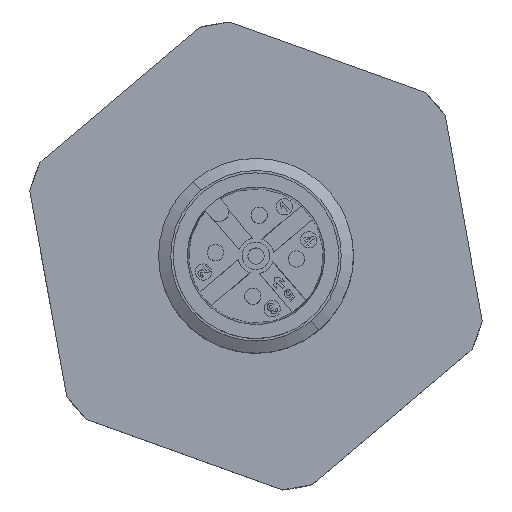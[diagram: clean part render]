
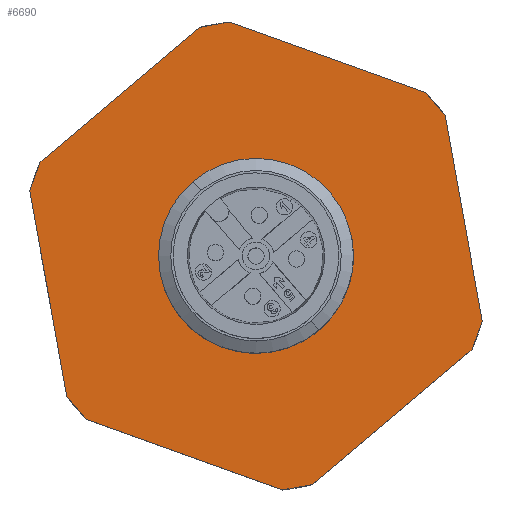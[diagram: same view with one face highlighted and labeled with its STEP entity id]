
A CAD part, top view. The second image highlights one B-rep face of the part: STEP entity #6690.
In plain terms, the highlighted planar face has unit normal (0, 0, 1).
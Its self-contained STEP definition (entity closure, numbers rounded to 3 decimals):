
#6522=AXIS2_PLACEMENT_3D('Circle Axis2P3D',#6520,#6521,$) ;
#6568=AXIS2_PLACEMENT_3D('Plane Axis2P3D',#6565,#6566,#6567) ;
#6517=CARTESIAN_POINT('Vertex',(19.839,15.472,23.6)) ;
#6520=CARTESIAN_POINT('Axis2P3D Location',(13.934,14.406,23.6)) ;
#6524=CARTESIAN_POINT('Vertex',(8.03,13.34,23.6)) ;
#6541=CARTESIAN_POINT('Control Point',(8.03,13.34,23.6)) ;
#6542=CARTESIAN_POINT('Control Point',(8.197,12.412,23.6)) ;
#6543=CARTESIAN_POINT('Control Point',(8.547,11.518,23.6)) ;
#6544=CARTESIAN_POINT('Control Point',(9.07,10.704,23.6)) ;
#6545=CARTESIAN_POINT('Control Point',(10.408,9.325,23.6)) ;
#6546=CARTESIAN_POINT('Control Point',(12.167,8.554,23.6)) ;
#6547=CARTESIAN_POINT('Control Point',(13.113,8.349,23.6)) ;
#6548=CARTESIAN_POINT('Control Point',(15.034,8.319,23.6)) ;
#6549=CARTESIAN_POINT('Control Point',(16.823,9.019,23.6)) ;
#6550=CARTESIAN_POINT('Control Point',(17.637,9.542,23.6)) ;
#6551=CARTESIAN_POINT('Control Point',(19.016,10.879,23.6)) ;
#6552=CARTESIAN_POINT('Control Point',(19.786,12.639,23.6)) ;
#6553=CARTESIAN_POINT('Control Point',(19.992,13.584,23.6)) ;
#6554=CARTESIAN_POINT('Control Point',(20.006,14.545,23.6)) ;
#6555=CARTESIAN_POINT('Control Point',(19.839,15.472,23.6)) ;
#6565=CARTESIAN_POINT('Axis2P3D Location',(16.177,33.346,23.6)) ;
#6571=CARTESIAN_POINT('Control Point',(27.869,10.396,23.6)) ;
#6572=CARTESIAN_POINT('Control Point',(27.765,10.035,23.6)) ;
#6573=CARTESIAN_POINT('Control Point',(27.65,9.678,23.6)) ;
#6574=CARTESIAN_POINT('Control Point',(27.522,9.324,23.6)) ;
#6575=CARTESIAN_POINT('Control Point',(27.384,8.975,23.6)) ;
#6576=CARTESIAN_POINT('Control Point',(27.235,8.631,23.6)) ;
#6577=CARTESIAN_POINT('Vertex',(27.869,10.396,23.6)) ;
#6579=CARTESIAN_POINT('Vertex',(27.235,8.631,23.6)) ;
#6582=CARTESIAN_POINT('Line Origine',(26.728,16.716,23.6)) ;
#6586=CARTESIAN_POINT('Vertex',(25.586,23.037,23.6)) ;
#6590=CARTESIAN_POINT('Control Point',(24.375,24.469,23.6)) ;
#6591=CARTESIAN_POINT('Control Point',(24.635,24.198,23.6)) ;
#6592=CARTESIAN_POINT('Control Point',(24.887,23.92,23.6)) ;
#6593=CARTESIAN_POINT('Control Point',(25.13,23.633,23.6)) ;
#6594=CARTESIAN_POINT('Control Point',(25.363,23.338,23.6)) ;
#6595=CARTESIAN_POINT('Control Point',(25.586,23.037,23.6)) ;
#6596=CARTESIAN_POINT('Vertex',(24.375,24.469,23.6)) ;
#6599=CARTESIAN_POINT('Line Origine',(18.33,26.64,23.6)) ;
#6603=CARTESIAN_POINT('Vertex',(12.286,28.812,23.6)) ;
#6607=CARTESIAN_POINT('Control Point',(10.44,28.479,23.6)) ;
#6608=CARTESIAN_POINT('Control Point',(10.804,28.569,23.6)) ;
#6609=CARTESIAN_POINT('Control Point',(11.171,28.648,23.6)) ;
#6610=CARTESIAN_POINT('Control Point',(11.542,28.715,23.6)) ;
#6611=CARTESIAN_POINT('Control Point',(11.913,28.769,23.6)) ;
#6612=CARTESIAN_POINT('Control Point',(12.286,28.812,23.6)) ;
#6613=CARTESIAN_POINT('Vertex',(10.44,28.479,23.6)) ;
#6616=CARTESIAN_POINT('Line Origine',(5.537,24.33,23.6)) ;
#6620=CARTESIAN_POINT('Vertex',(0.634,20.181,23.6)) ;
#6624=CARTESIAN_POINT('Control Point',(0.,18.416,23.6)) ;
#6625=CARTESIAN_POINT('Control Point',(0.104,18.777,23.6)) ;
#6626=CARTESIAN_POINT('Control Point',(0.219,19.134,23.6)) ;
#6627=CARTESIAN_POINT('Control Point',(0.346,19.488,23.6)) ;
#6628=CARTESIAN_POINT('Control Point',(0.485,19.837,23.6)) ;
#6629=CARTESIAN_POINT('Control Point',(0.634,20.181,23.6)) ;
#6630=CARTESIAN_POINT('Vertex',(0.,18.416,23.6)) ;
#6633=CARTESIAN_POINT('Line Origine',(1.141,12.096,23.6)) ;
#6637=CARTESIAN_POINT('Vertex',(2.283,5.775,23.6)) ;
#6641=CARTESIAN_POINT('Control Point',(3.494,4.343,23.6)) ;
#6642=CARTESIAN_POINT('Control Point',(3.234,4.614,23.6)) ;
#6643=CARTESIAN_POINT('Control Point',(2.982,4.892,23.6)) ;
#6644=CARTESIAN_POINT('Control Point',(2.739,5.179,23.6)) ;
#6645=CARTESIAN_POINT('Control Point',(2.506,5.474,23.6)) ;
#6646=CARTESIAN_POINT('Control Point',(2.283,5.775,23.6)) ;
#6647=CARTESIAN_POINT('Vertex',(3.494,4.343,23.6)) ;
#6650=CARTESIAN_POINT('Line Origine',(9.539,2.172,23.6)) ;
#6654=CARTESIAN_POINT('Vertex',(15.583,0.,23.6)) ;
#6658=CARTESIAN_POINT('Control Point',(17.429,0.333,23.6)) ;
#6659=CARTESIAN_POINT('Control Point',(17.065,0.243,23.6)) ;
#6660=CARTESIAN_POINT('Control Point',(16.698,0.164,23.6)) ;
#6661=CARTESIAN_POINT('Control Point',(16.327,0.097,23.6)) ;
#6662=CARTESIAN_POINT('Control Point',(15.956,0.043,23.6)) ;
#6663=CARTESIAN_POINT('Control Point',(15.583,0.,23.6)) ;
#6664=CARTESIAN_POINT('Vertex',(17.429,0.333,23.6)) ;
#6667=CARTESIAN_POINT('Line Origine',(22.332,4.482,23.6)) ;
#6521=DIRECTION('Axis2P3D Direction',(0.,0.,1.)) ;
#6566=DIRECTION('Axis2P3D Direction',(0.,0.,1.)) ;
#6567=DIRECTION('Axis2P3D XDirection',(0.646,-0.763,0.)) ;
#6583=DIRECTION('Vector Direction',(-0.178,0.984,0.)) ;
#6600=DIRECTION('Vector Direction',(-0.941,0.338,0.)) ;
#6617=DIRECTION('Vector Direction',(-0.763,-0.646,0.)) ;
#6634=DIRECTION('Vector Direction',(0.178,-0.984,0.)) ;
#6651=DIRECTION('Vector Direction',(0.941,-0.338,0.)) ;
#6668=DIRECTION('Vector Direction',(0.763,0.646,0.)) ;
#6584=VECTOR('Line Direction',#6583,1.) ;
#6601=VECTOR('Line Direction',#6600,1.) ;
#6618=VECTOR('Line Direction',#6617,1.) ;
#6635=VECTOR('Line Direction',#6634,1.) ;
#6652=VECTOR('Line Direction',#6651,1.) ;
#6669=VECTOR('Line Direction',#6668,1.) ;
#6673=ORIENTED_EDGE('',*,*,#6581,.F.) ;
#6674=ORIENTED_EDGE('',*,*,#6588,.T.) ;
#6675=ORIENTED_EDGE('',*,*,#6598,.F.) ;
#6676=ORIENTED_EDGE('',*,*,#6605,.T.) ;
#6677=ORIENTED_EDGE('',*,*,#6615,.F.) ;
#6678=ORIENTED_EDGE('',*,*,#6622,.T.) ;
#6679=ORIENTED_EDGE('',*,*,#6632,.F.) ;
#6680=ORIENTED_EDGE('',*,*,#6639,.T.) ;
#6681=ORIENTED_EDGE('',*,*,#6649,.F.) ;
#6682=ORIENTED_EDGE('',*,*,#6656,.T.) ;
#6683=ORIENTED_EDGE('',*,*,#6666,.F.) ;
#6684=ORIENTED_EDGE('',*,*,#6671,.T.) ;
#6687=ORIENTED_EDGE('',*,*,#6556,.F.) ;
#6688=ORIENTED_EDGE('',*,*,#6526,.F.) ;
#6689=FACE_BOUND('',#6686,.T.) ;
#6690=ADVANCED_FACE('Hauptk\X2\00F6\X0\rper',(#6685,#6689),#6569,.T.) ;
#6540=B_SPLINE_CURVE_WITH_KNOTS('',5,(#6541,#6542,#6543,#6544,#6545,#6546,#6547,#6548,#6549,#6550,#6551,#6552,#6553,#6554,#6555),.UNSPECIFIED.,.F.,.U.,(6,3,3,3,6),(-9.425,-4.712,0.,4.712,9.425),.UNSPECIFIED.) ;
#6570=B_SPLINE_CURVE_WITH_KNOTS('',5,(#6571,#6572,#6573,#6574,#6575,#6576),.UNSPECIFIED.,.F.,.U.,(6,6),(0.,2.654),.UNSPECIFIED.) ;
#6589=B_SPLINE_CURVE_WITH_KNOTS('',5,(#6590,#6591,#6592,#6593,#6594,#6595),.UNSPECIFIED.,.F.,.U.,(6,6),(0.,2.654),.UNSPECIFIED.) ;
#6606=B_SPLINE_CURVE_WITH_KNOTS('',5,(#6607,#6608,#6609,#6610,#6611,#6612),.UNSPECIFIED.,.F.,.U.,(6,6),(0.,2.654),.UNSPECIFIED.) ;
#6623=B_SPLINE_CURVE_WITH_KNOTS('',5,(#6624,#6625,#6626,#6627,#6628,#6629),.UNSPECIFIED.,.F.,.U.,(6,6),(0.,2.654),.UNSPECIFIED.) ;
#6640=B_SPLINE_CURVE_WITH_KNOTS('',5,(#6641,#6642,#6643,#6644,#6645,#6646),.UNSPECIFIED.,.F.,.U.,(6,6),(0.,2.654),.UNSPECIFIED.) ;
#6657=B_SPLINE_CURVE_WITH_KNOTS('',5,(#6658,#6659,#6660,#6661,#6662,#6663),.UNSPECIFIED.,.F.,.U.,(6,6),(0.,2.654),.UNSPECIFIED.) ;
#6523=CIRCLE('generated circle',#6522,6.) ;
#6526=EDGE_CURVE('',#6518,#6525,#6523,.T.) ;
#6556=EDGE_CURVE('',#6525,#6518,#6540,.T.) ;
#6581=EDGE_CURVE('',#6578,#6580,#6570,.T.) ;
#6588=EDGE_CURVE('',#6578,#6587,#6585,.T.) ;
#6598=EDGE_CURVE('',#6597,#6587,#6589,.T.) ;
#6605=EDGE_CURVE('',#6597,#6604,#6602,.T.) ;
#6615=EDGE_CURVE('',#6614,#6604,#6606,.T.) ;
#6622=EDGE_CURVE('',#6614,#6621,#6619,.T.) ;
#6632=EDGE_CURVE('',#6631,#6621,#6623,.T.) ;
#6639=EDGE_CURVE('',#6631,#6638,#6636,.T.) ;
#6649=EDGE_CURVE('',#6648,#6638,#6640,.T.) ;
#6656=EDGE_CURVE('',#6648,#6655,#6653,.T.) ;
#6666=EDGE_CURVE('',#6665,#6655,#6657,.T.) ;
#6671=EDGE_CURVE('',#6665,#6580,#6670,.T.) ;
#6672=EDGE_LOOP('',(#6673,#6674,#6675,#6676,#6677,#6678,#6679,#6680,#6681,#6682,#6683,#6684)) ;
#6686=EDGE_LOOP('',(#6687,#6688)) ;
#6685=FACE_OUTER_BOUND('',#6672,.T.) ;
#6585=LINE('Line',#6582,#6584) ;
#6602=LINE('Line',#6599,#6601) ;
#6619=LINE('Line',#6616,#6618) ;
#6636=LINE('Line',#6633,#6635) ;
#6653=LINE('Line',#6650,#6652) ;
#6670=LINE('Line',#6667,#6669) ;
#6569=PLANE('',#6568) ;
#6518=VERTEX_POINT('',#6517) ;
#6525=VERTEX_POINT('',#6524) ;
#6578=VERTEX_POINT('',#6577) ;
#6580=VERTEX_POINT('',#6579) ;
#6587=VERTEX_POINT('',#6586) ;
#6597=VERTEX_POINT('',#6596) ;
#6604=VERTEX_POINT('',#6603) ;
#6614=VERTEX_POINT('',#6613) ;
#6621=VERTEX_POINT('',#6620) ;
#6631=VERTEX_POINT('',#6630) ;
#6638=VERTEX_POINT('',#6637) ;
#6648=VERTEX_POINT('',#6647) ;
#6655=VERTEX_POINT('',#6654) ;
#6665=VERTEX_POINT('',#6664) ;
